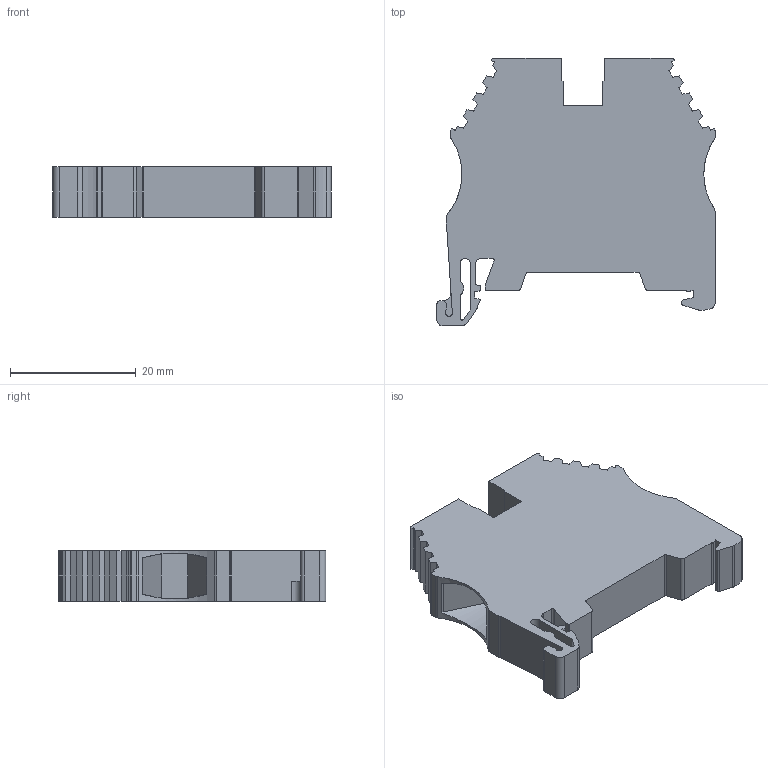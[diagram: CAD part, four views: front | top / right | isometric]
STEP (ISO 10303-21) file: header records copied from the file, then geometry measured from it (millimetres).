
FILE_DESCRIPTION (( 'STEP AP214' ), '1' );
FILE_NAME ('KN-T8.step', '2015-05-04T11:27:48', ( '' ), ( '' ), 'SwSTEP 2.0', 'SolidWorks 2014', '' );
FILE_SCHEMA (( 'AUTOMOTIVE_DESIGN' ));
Length unit declared in the file: millimetre
Products named in the file (1): KN-T8
Bounding box: 44.2 x 42.5 x 8 mm (x, y, z)
Volume: 9475.7 mm3; surface area: 5320.4 mm2
Topology: 1 solids, 1 shells, 175 faces, 510 edges, 340 vertices
Faces by surface type: plane 116, cylinder 59
Entity records: 5875 total; most frequent: CARTESIAN_POINT 1120, ORIENTED_EDGE 1020, DIRECTION 963, EDGE_CURVE 510, VECTOR 381, LINE 381, VERTEX_POINT 340, AXIS2_PLACEMENT_3D 291
